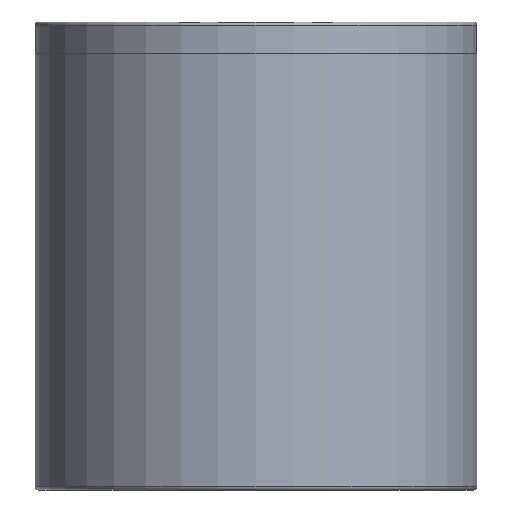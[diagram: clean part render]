
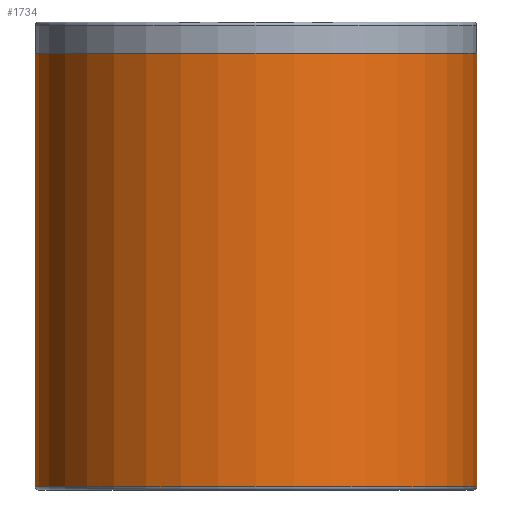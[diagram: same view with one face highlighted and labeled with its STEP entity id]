
A CAD part, front view. The second image highlights one B-rep face of the part: STEP entity #1734.
In plain terms, the highlighted cylindrical face has radius 14.15 mm (diameter 28.3 mm), a full revolution.
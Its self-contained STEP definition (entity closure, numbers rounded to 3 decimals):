
#399=CYLINDRICAL_SURFACE('',#1898,14.15);
#424=ORIENTED_EDGE('',*,*,#882,.T.);
#425=ORIENTED_EDGE('',*,*,#872,.T.);
#872=EDGE_CURVE('',#1101,#1101,#1269,.T.);
#882=EDGE_CURVE('',#1111,#1111,#1279,.F.);
#1101=VERTEX_POINT('',#2493);
#1111=VERTEX_POINT('',#2516);
#1269=CIRCLE('',#1886,14.15);
#1279=CIRCLE('',#1899,14.15);
#1325=EDGE_LOOP('',(#424));
#1326=EDGE_LOOP('',(#425));
#1496=FACE_BOUND('',#1325,.T.);
#1497=FACE_BOUND('',#1326,.T.);
#1734=ADVANCED_FACE('',(#1496,#1497),#399,.T.);
#1886=AXIS2_PLACEMENT_3D('',#2492,#2039,#2040);
#1898=AXIS2_PLACEMENT_3D('',#2514,#2063,#2064);
#1899=AXIS2_PLACEMENT_3D('',#2515,#2065,#2066);
#2039=DIRECTION('',(0.,0.,-1.));
#2040=DIRECTION('',(1.,0.,0.));
#2063=DIRECTION('',(0.,0.,-1.));
#2064=DIRECTION('',(-1.,0.,0.));
#2065=DIRECTION('',(0.,0.,-1.));
#2066=DIRECTION('',(-1.,0.,0.));
#2492=CARTESIAN_POINT('',(0.,0.,28.));
#2493=CARTESIAN_POINT('',(14.15,0.,28.));
#2514=CARTESIAN_POINT('',(0.,0.,28.));
#2515=CARTESIAN_POINT('',(0.,0.,0.2));
#2516=CARTESIAN_POINT('',(-14.15,0.,0.2));
